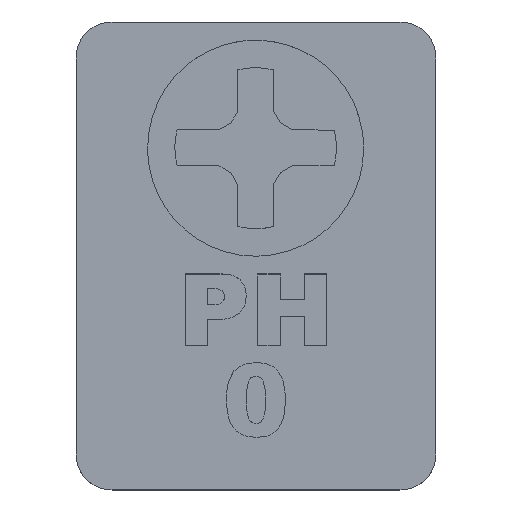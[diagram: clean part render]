
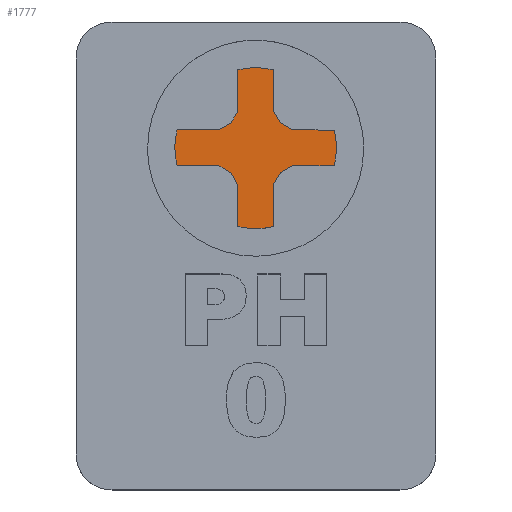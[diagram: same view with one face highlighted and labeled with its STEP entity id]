
A CAD part, top view. The second image highlights one B-rep face of the part: STEP entity #1777.
In plain terms, the highlighted planar face has unit normal (0, 0, 1).
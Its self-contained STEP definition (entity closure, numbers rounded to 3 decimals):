
#31=(
BOUNDED_CURVE()
B_SPLINE_CURVE(3,(#3020,#3021,#3022,#3023),.UNSPECIFIED.,.F.,.F.)
B_SPLINE_CURVE_WITH_KNOTS((4,4),(0.,1.),.UNSPECIFIED.)
CURVE()
GEOMETRIC_REPRESENTATION_ITEM()
RATIONAL_B_SPLINE_CURVE((1.,1.,1.,1.))
REPRESENTATION_ITEM('')
);
#33=(
BOUNDED_CURVE()
B_SPLINE_CURVE(3,(#3078,#3079,#3080,#3081),.UNSPECIFIED.,.F.,.F.)
B_SPLINE_CURVE_WITH_KNOTS((4,4),(0.,1.),.UNSPECIFIED.)
CURVE()
GEOMETRIC_REPRESENTATION_ITEM()
RATIONAL_B_SPLINE_CURVE((1.,1.,1.,1.))
REPRESENTATION_ITEM('')
);
#35=(
BOUNDED_CURVE()
B_SPLINE_CURVE(3,(#3136,#3137,#3138,#3139),.UNSPECIFIED.,.F.,.F.)
B_SPLINE_CURVE_WITH_KNOTS((4,4),(0.,1.),.UNSPECIFIED.)
CURVE()
GEOMETRIC_REPRESENTATION_ITEM()
RATIONAL_B_SPLINE_CURVE((1.,1.,1.,1.))
REPRESENTATION_ITEM('')
);
#37=(
BOUNDED_CURVE()
B_SPLINE_CURVE(3,(#3194,#3195,#3196,#3197),.UNSPECIFIED.,.F.,.F.)
B_SPLINE_CURVE_WITH_KNOTS((4,4),(0.,1.),.UNSPECIFIED.)
CURVE()
GEOMETRIC_REPRESENTATION_ITEM()
RATIONAL_B_SPLINE_CURVE((1.,1.,1.,1.))
REPRESENTATION_ITEM('')
);
#118=B_SPLINE_CURVE_WITH_KNOTS('',2,(#3037,#3038,#3039),.UNSPECIFIED.,.F.,
 .F.,(3,3),(0.,1.),.UNSPECIFIED.);
#120=B_SPLINE_CURVE_WITH_KNOTS('',2,(#3095,#3096,#3097),.UNSPECIFIED.,.F.,
 .F.,(3,3),(0.,1.),.UNSPECIFIED.);
#122=B_SPLINE_CURVE_WITH_KNOTS('',2,(#3153,#3154,#3155),.UNSPECIFIED.,.F.,
 .F.,(3,3),(0.,1.),.UNSPECIFIED.);
#124=B_SPLINE_CURVE_WITH_KNOTS('',2,(#3211,#3212,#3213),.UNSPECIFIED.,.F.,
 .F.,(3,3),(0.,1.),.UNSPECIFIED.);
#253=FACE_OUTER_BOUND('',#355,.T.);
#355=EDGE_LOOP('',(#1603,#1604,#1605,#1606,#1607,#1608,#1609,#1610,#1611,
#1612,#1613,#1614,#1615,#1616,#1617,#1618,#1619,#1620,#1621,#1622,#1623,
#1624,#1625,#1626));
#451=LINE('',#2999,#617);
#455=LINE('',#3007,#621);
#460=LINE('',#3047,#626);
#463=LINE('',#3053,#629);
#466=LINE('',#3059,#632);
#469=LINE('',#3065,#635);
#474=LINE('',#3105,#640);
#477=LINE('',#3111,#643);
#480=LINE('',#3117,#646);
#483=LINE('',#3123,#649);
#488=LINE('',#3163,#654);
#491=LINE('',#3169,#657);
#494=LINE('',#3175,#660);
#497=LINE('',#3181,#663);
#502=LINE('',#3221,#668);
#505=LINE('',#3226,#671);
#617=VECTOR('',#2010,10.);
#621=VECTOR('',#2016,10.);
#626=VECTOR('',#2023,10.);
#629=VECTOR('',#2028,10.);
#632=VECTOR('',#2033,10.);
#635=VECTOR('',#2038,10.);
#640=VECTOR('',#2045,10.);
#643=VECTOR('',#2050,10.);
#646=VECTOR('',#2055,10.);
#649=VECTOR('',#2060,10.);
#654=VECTOR('',#2067,10.);
#657=VECTOR('',#2072,10.);
#660=VECTOR('',#2077,10.);
#663=VECTOR('',#2082,10.);
#668=VECTOR('',#2089,10.);
#671=VECTOR('',#2094,10.);
#801=VERTEX_POINT('',#2997);
#802=VERTEX_POINT('',#2998);
#805=VERTEX_POINT('',#3006);
#807=VERTEX_POINT('',#3019);
#809=VERTEX_POINT('',#3036);
#811=VERTEX_POINT('',#3046);
#813=VERTEX_POINT('',#3052);
#815=VERTEX_POINT('',#3058);
#817=VERTEX_POINT('',#3064);
#819=VERTEX_POINT('',#3077);
#821=VERTEX_POINT('',#3094);
#823=VERTEX_POINT('',#3104);
#825=VERTEX_POINT('',#3110);
#827=VERTEX_POINT('',#3116);
#829=VERTEX_POINT('',#3122);
#831=VERTEX_POINT('',#3135);
#833=VERTEX_POINT('',#3152);
#835=VERTEX_POINT('',#3162);
#837=VERTEX_POINT('',#3168);
#839=VERTEX_POINT('',#3174);
#841=VERTEX_POINT('',#3180);
#843=VERTEX_POINT('',#3193);
#845=VERTEX_POINT('',#3210);
#847=VERTEX_POINT('',#3220);
#1023=EDGE_CURVE('',#801,#802,#451,.T.);
#1027=EDGE_CURVE('',#805,#801,#455,.T.);
#1030=EDGE_CURVE('',#807,#805,#31,.T.);
#1033=EDGE_CURVE('',#809,#807,#118,.T.);
#1036=EDGE_CURVE('',#811,#809,#460,.T.);
#1039=EDGE_CURVE('',#813,#811,#463,.T.);
#1042=EDGE_CURVE('',#815,#813,#466,.T.);
#1045=EDGE_CURVE('',#817,#815,#469,.T.);
#1048=EDGE_CURVE('',#819,#817,#33,.T.);
#1051=EDGE_CURVE('',#821,#819,#120,.T.);
#1054=EDGE_CURVE('',#823,#821,#474,.T.);
#1057=EDGE_CURVE('',#825,#823,#477,.T.);
#1060=EDGE_CURVE('',#827,#825,#480,.T.);
#1063=EDGE_CURVE('',#829,#827,#483,.T.);
#1066=EDGE_CURVE('',#831,#829,#35,.T.);
#1069=EDGE_CURVE('',#833,#831,#122,.T.);
#1072=EDGE_CURVE('',#835,#833,#488,.T.);
#1075=EDGE_CURVE('',#837,#835,#491,.T.);
#1078=EDGE_CURVE('',#839,#837,#494,.T.);
#1081=EDGE_CURVE('',#841,#839,#497,.T.);
#1084=EDGE_CURVE('',#843,#841,#37,.T.);
#1087=EDGE_CURVE('',#845,#843,#124,.T.);
#1090=EDGE_CURVE('',#847,#845,#502,.T.);
#1093=EDGE_CURVE('',#802,#847,#505,.T.);
#1603=ORIENTED_EDGE('',*,*,#1023,.T.);
#1604=ORIENTED_EDGE('',*,*,#1093,.T.);
#1605=ORIENTED_EDGE('',*,*,#1090,.T.);
#1606=ORIENTED_EDGE('',*,*,#1087,.T.);
#1607=ORIENTED_EDGE('',*,*,#1084,.T.);
#1608=ORIENTED_EDGE('',*,*,#1081,.T.);
#1609=ORIENTED_EDGE('',*,*,#1078,.T.);
#1610=ORIENTED_EDGE('',*,*,#1075,.T.);
#1611=ORIENTED_EDGE('',*,*,#1072,.T.);
#1612=ORIENTED_EDGE('',*,*,#1069,.T.);
#1613=ORIENTED_EDGE('',*,*,#1066,.T.);
#1614=ORIENTED_EDGE('',*,*,#1063,.T.);
#1615=ORIENTED_EDGE('',*,*,#1060,.T.);
#1616=ORIENTED_EDGE('',*,*,#1057,.T.);
#1617=ORIENTED_EDGE('',*,*,#1054,.T.);
#1618=ORIENTED_EDGE('',*,*,#1051,.T.);
#1619=ORIENTED_EDGE('',*,*,#1048,.T.);
#1620=ORIENTED_EDGE('',*,*,#1045,.T.);
#1621=ORIENTED_EDGE('',*,*,#1042,.T.);
#1622=ORIENTED_EDGE('',*,*,#1039,.T.);
#1623=ORIENTED_EDGE('',*,*,#1036,.T.);
#1624=ORIENTED_EDGE('',*,*,#1033,.T.);
#1625=ORIENTED_EDGE('',*,*,#1030,.T.);
#1626=ORIENTED_EDGE('',*,*,#1027,.T.);
#1682=PLANE('',#1852);
#1777=ADVANCED_FACE('',(#253),#1682,.T.);
#1852=AXIS2_PLACEMENT_3D('',#3318,#2140,#2141);
#2010=DIRECTION('',(-0.861,0.508,0.));
#2016=DIRECTION('',(-1.,0.001,0.));
#2023=DIRECTION('',(1.,0.,0.));
#2028=DIRECTION('',(0.868,0.496,0.));
#2033=DIRECTION('',(0.507,0.862,0.));
#2038=DIRECTION('',(0.,1.,0.));
#2045=DIRECTION('',(0.,-1.,0.));
#2050=DIRECTION('',(0.498,-0.867,0.));
#2055=DIRECTION('',(0.855,-0.519,0.));
#2060=DIRECTION('',(1.,-0.002,0.));
#2067=DIRECTION('',(-1.,0.,0.));
#2072=DIRECTION('',(-0.883,-0.47,0.));
#2077=DIRECTION('',(-0.509,-0.861,0.));
#2082=DIRECTION('',(0.,-1.,0.));
#2089=DIRECTION('',(0.,1.,0.));
#2094=DIRECTION('',(-0.532,0.847,0.));
#2140=DIRECTION('center_axis',(0.,0.,1.));
#2141=DIRECTION('ref_axis',(1.,0.,0.));
#2997=CARTESIAN_POINT('',(72.049,-5.999,0.));
#2998=CARTESIAN_POINT('',(71.366,-5.597,0.));
#2999=CARTESIAN_POINT('',(72.82,-6.454,0.));
#3006=CARTESIAN_POINT('',(74.339,-6.001,0.));
#3007=CARTESIAN_POINT('',(72.172,-6.,0.));
#3019=CARTESIAN_POINT('',(74.482,-7.038,0.));
#3020=CARTESIAN_POINT('Ctrl Pts',(74.482,-7.038,0.));
#3021=CARTESIAN_POINT('Ctrl Pts',(74.482,-6.67,0.));
#3022=CARTESIAN_POINT('Ctrl Pts',(74.386,-6.121,0.));
#3023=CARTESIAN_POINT('Ctrl Pts',(74.339,-6.001,0.));
#3036=CARTESIAN_POINT('',(74.339,-7.98,0.));
#3037=CARTESIAN_POINT('Ctrl Pts',(74.339,-7.98,0.));
#3038=CARTESIAN_POINT('Ctrl Pts',(74.4,-7.826,0.));
#3039=CARTESIAN_POINT('Ctrl Pts',(74.482,-7.038,0.));
#3046=CARTESIAN_POINT('',(72.046,-7.98,0.));
#3047=CARTESIAN_POINT('',(71.023,-7.98,0.));
#3052=CARTESIAN_POINT('',(71.367,-8.368,0.));
#3053=CARTESIAN_POINT('',(69.854,-9.233,0.));
#3058=CARTESIAN_POINT('',(70.966,-9.051,0.));
#3059=CARTESIAN_POINT('',(69.979,-10.729,0.));
#3064=CARTESIAN_POINT('',(70.966,-11.353,0.));
#3065=CARTESIAN_POINT('',(70.966,-12.177,0.));
#3077=CARTESIAN_POINT('',(69.929,-11.496,0.));
#3078=CARTESIAN_POINT('Ctrl Pts',(69.929,-11.496,0.));
#3079=CARTESIAN_POINT('Ctrl Pts',(70.297,-11.496,0.));
#3080=CARTESIAN_POINT('Ctrl Pts',(70.846,-11.401,0.));
#3081=CARTESIAN_POINT('Ctrl Pts',(70.966,-11.353,0.));
#3094=CARTESIAN_POINT('',(68.987,-11.353,0.));
#3095=CARTESIAN_POINT('Ctrl Pts',(68.987,-11.353,0.));
#3096=CARTESIAN_POINT('Ctrl Pts',(69.141,-11.414,0.));
#3097=CARTESIAN_POINT('Ctrl Pts',(69.929,-11.496,0.));
#3104=CARTESIAN_POINT('',(68.987,-9.061,0.));
#3105=CARTESIAN_POINT('',(68.987,-11.03,0.));
#3110=CARTESIAN_POINT('',(68.595,-8.38,0.));
#3111=CARTESIAN_POINT('',(69.768,-10.42,0.));
#3116=CARTESIAN_POINT('',(67.93,-7.976,0.));
#3117=CARTESIAN_POINT('',(69.801,-9.112,0.));
#3122=CARTESIAN_POINT('',(65.623,-7.971,0.));
#3123=CARTESIAN_POINT('',(67.817,-7.976,0.));
#3135=CARTESIAN_POINT('',(65.48,-6.934,0.));
#3136=CARTESIAN_POINT('Ctrl Pts',(65.48,-6.934,0.));
#3137=CARTESIAN_POINT('Ctrl Pts',(65.48,-7.302,0.));
#3138=CARTESIAN_POINT('Ctrl Pts',(65.576,-7.851,0.));
#3139=CARTESIAN_POINT('Ctrl Pts',(65.623,-7.971,0.));
#3152=CARTESIAN_POINT('',(65.623,-5.992,0.));
#3153=CARTESIAN_POINT('Ctrl Pts',(65.623,-5.992,0.));
#3154=CARTESIAN_POINT('Ctrl Pts',(65.562,-6.146,0.));
#3155=CARTESIAN_POINT('Ctrl Pts',(65.48,-6.934,0.));
#3162=CARTESIAN_POINT('',(67.916,-5.992,0.));
#3163=CARTESIAN_POINT('',(68.958,-5.992,0.));
#3168=CARTESIAN_POINT('',(68.595,-5.63,0.));
#3169=CARTESIAN_POINT('',(67.613,-6.153,0.));
#3174=CARTESIAN_POINT('',(68.986,-4.969,0.));
#3175=CARTESIAN_POINT('',(67.358,-7.72,0.));
#3180=CARTESIAN_POINT('',(68.986,-2.666,0.));
#3181=CARTESIAN_POINT('',(68.986,-7.833,0.));
#3193=CARTESIAN_POINT('',(70.024,-2.524,0.));
#3194=CARTESIAN_POINT('Ctrl Pts',(70.024,-2.524,0.));
#3195=CARTESIAN_POINT('Ctrl Pts',(69.655,-2.524,0.));
#3196=CARTESIAN_POINT('Ctrl Pts',(69.106,-2.619,0.));
#3197=CARTESIAN_POINT('Ctrl Pts',(68.986,-2.666,0.));
#3210=CARTESIAN_POINT('',(70.966,-2.666,0.));
#3211=CARTESIAN_POINT('Ctrl Pts',(70.966,-2.666,0.));
#3212=CARTESIAN_POINT('Ctrl Pts',(70.812,-2.606,0.));
#3213=CARTESIAN_POINT('Ctrl Pts',(70.024,-2.524,0.));
#3220=CARTESIAN_POINT('',(70.966,-4.959,0.));
#3221=CARTESIAN_POINT('',(70.966,-8.98,0.));
#3226=CARTESIAN_POINT('',(72.839,-7.945,0.));
#3318=CARTESIAN_POINT('Origin',(70.,-13.,0.));
